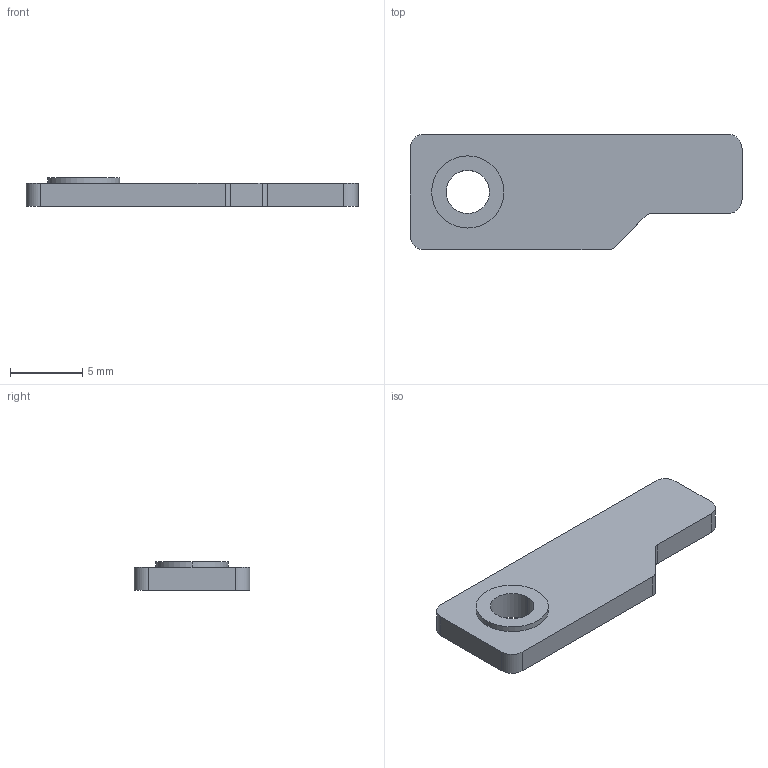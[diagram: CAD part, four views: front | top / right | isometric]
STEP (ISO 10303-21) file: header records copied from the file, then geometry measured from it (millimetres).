
FILE_DESCRIPTION((''),'2;1');
FILE_NAME('X_END_STOP_FLAG_1_0','2023-02-15T17:17:44',('matteo.grassi'),(''),'CREO PARAMETRIC BY PTC INC, 2018020','CREO PARAMETRIC BY PTC INC, 2018020','');
FILE_SCHEMA(('AUTOMOTIVE_DESIGN { 1 0 10303 214 1 1 1 1 }'));
Length unit declared in the file: millimetre
Products named in the file (1): X_END_STOP_FLAG_1_0
Bounding box: 23 x 8 x 2 mm (x, y, z)
Volume: 255.7 mm3; surface area: 432.6 mm2
Topology: 1 solids, 1 shells, 19 faces, 60 edges, 44 vertices
Faces by surface type: cylinder 10, plane 9
Entity records: 1055 total; most frequent: DIRECTION 132, CARTESIAN_POINT 126, ORIENTED_EDGE 120, COLOUR_RGB 106, PRESENTATION_STYLE_ASSIGNMENT 61, STYLED_ITEM 61, CURVE_STYLE 60, EDGE_CURVE 60
